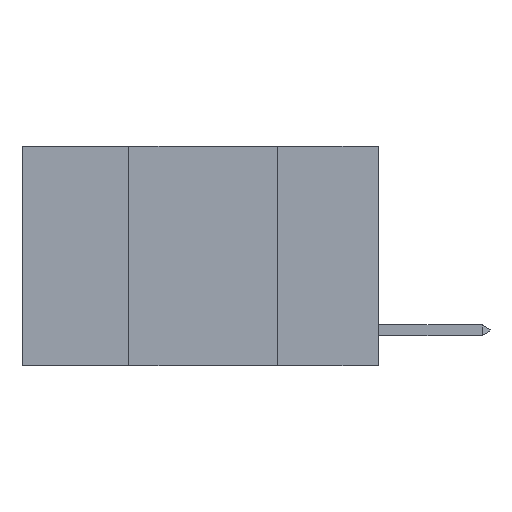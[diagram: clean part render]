
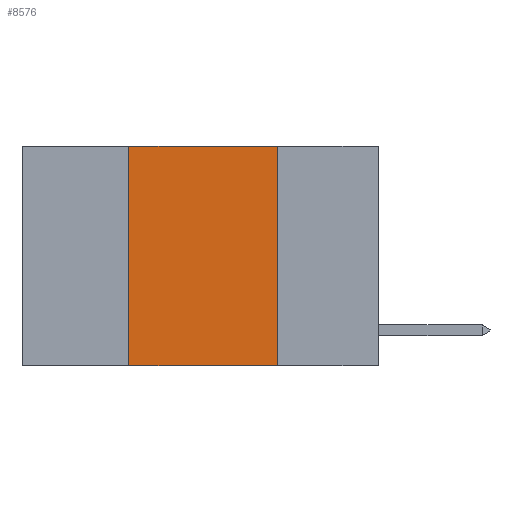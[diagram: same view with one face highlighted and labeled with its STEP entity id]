
A CAD part, left-side view. The second image highlights one B-rep face of the part: STEP entity #8576.
In plain terms, the highlighted planar face has unit normal (-1, 0, 0).
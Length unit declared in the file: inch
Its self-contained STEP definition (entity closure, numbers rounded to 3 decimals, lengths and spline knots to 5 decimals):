
#62 = EDGE_LOOP ( 'NONE', ( #1172, #2624, #10108, #1101 ) ) ;
#436 = VECTOR ( 'NONE', #7377, 39.37008 ) ;
#1030 = CARTESIAN_POINT ( 'NONE',  ( 0., 0.42, 0. ) ) ;
#1065 = LINE ( 'NONE', #11060, #10585 ) ;
#1101 = ORIENTED_EDGE ( 'NONE', *, *, #9933, .T. ) ;
#1172 = ORIENTED_EDGE ( 'NONE', *, *, #1433, .F. ) ;
#1433 = EDGE_CURVE ( 'NONE', #2660, #7093, #1065, .T. ) ;
#2624 = ORIENTED_EDGE ( 'NONE', *, *, #11572, .F. ) ;
#2660 = VERTEX_POINT ( 'NONE', #6671 ) ;
#2801 = VECTOR ( 'NONE', #7944, 39.37008 ) ;
#4438 = CARTESIAN_POINT ( 'NONE',  ( 0., 0.42, -0.37 ) ) ;
#4453 = CARTESIAN_POINT ( 'NONE',  ( 0., 0.6, 0. ) ) ;
#4713 = DIRECTION ( 'NONE',  ( 0., 0., -1. ) ) ;
#5097 = FACE_OUTER_BOUND ( 'NONE', #62, .T. ) ;
#5789 = DIRECTION ( 'NONE',  ( 1., 0., 0. ) ) ;
#5947 = PLANE ( 'NONE',  #9984 ) ;
#6122 = EDGE_CURVE ( 'NONE', #8823, #10311, #7318, .T. ) ;
#6671 = CARTESIAN_POINT ( 'NONE',  ( 0., 0.17, 0. ) ) ;
#6762 = DIRECTION ( 'NONE',  ( 0., 0., -1. ) ) ;
#6899 = DIRECTION ( 'NONE',  ( 0., 0., 1. ) ) ;
#7011 = CARTESIAN_POINT ( 'NONE',  ( 0., 0.6, -0.37 ) ) ;
#7093 = VERTEX_POINT ( 'NONE', #11918 ) ;
#7318 = LINE ( 'NONE', #11620, #11650 ) ;
#7377 = DIRECTION ( 'NONE',  ( 0., -1., 0. ) ) ;
#7944 = DIRECTION ( 'NONE',  ( 0., -1., 0. ) ) ;
#8576 = ADVANCED_FACE ( 'NONE', ( #5097 ), #5947, .F. ) ;
#8823 = VERTEX_POINT ( 'NONE', #4438 ) ;
#9509 = CARTESIAN_POINT ( 'NONE',  ( 0., 0.6, 0. ) ) ;
#9933 = EDGE_CURVE ( 'NONE', #8823, #7093, #11882, .T. ) ;
#9984 = AXIS2_PLACEMENT_3D ( 'NONE', #9509, #5789, #6762 ) ;
#10108 = ORIENTED_EDGE ( 'NONE', *, *, #6122, .F. ) ;
#10311 = VERTEX_POINT ( 'NONE', #1030 ) ;
#10585 = VECTOR ( 'NONE', #4713, 39.37008 ) ;
#11060 = CARTESIAN_POINT ( 'NONE',  ( 0., 0.17, 0. ) ) ;
#11572 = EDGE_CURVE ( 'NONE', #10311, #2660, #11835, .T. ) ;
#11620 = CARTESIAN_POINT ( 'NONE',  ( 0., 0.42, 0. ) ) ;
#11650 = VECTOR ( 'NONE', #6899, 39.37008 ) ;
#11835 = LINE ( 'NONE', #4453, #436 ) ;
#11882 = LINE ( 'NONE', #7011, #2801 ) ;
#11918 = CARTESIAN_POINT ( 'NONE',  ( 0., 0.17, -0.37 ) ) ;
